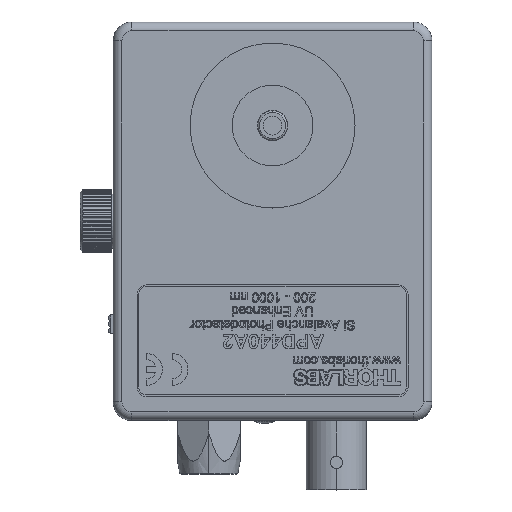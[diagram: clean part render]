
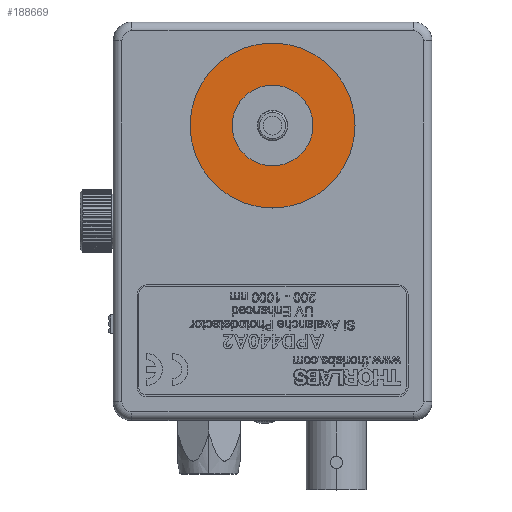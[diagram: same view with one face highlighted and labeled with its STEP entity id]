
A CAD part, top view. The second image highlights one B-rep face of the part: STEP entity #188669.
In plain terms, the highlighted planar face has unit normal (0, 0, 1).
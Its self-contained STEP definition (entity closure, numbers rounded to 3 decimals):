
#5603 = ORIENTED_EDGE ( 'NONE', *, *, #201169, .F. ) ;
#9407 = VERTEX_POINT ( 'NONE', #163748 ) ;
#10598 = VERTEX_POINT ( 'NONE', #162366 ) ;
#16305 = CARTESIAN_POINT ( 'NONE',  ( 25.4, 47., 27.4 ) ) ;
#19734 = AXIS2_PLACEMENT_3D ( 'NONE', #78357, #208093, #97013 ) ;
#20526 = EDGE_LOOP ( 'NONE', ( #134845, #5603 ) ) ;
#25189 = ORIENTED_EDGE ( 'NONE', *, *, #38940, .T. ) ;
#27594 = AXIS2_PLACEMENT_3D ( 'NONE', #207857, #96773, #226569 ) ;
#27985 = CIRCLE ( 'NONE', #226490, 6.439 ) ;
#28889 = FACE_BOUND ( 'NONE', #20526, .T. ) ;
#34923 = DIRECTION ( 'NONE',  ( 1., 0., 0. ) ) ;
#38940 = EDGE_CURVE ( 'NONE', #9407, #198252, #135695, .T. ) ;
#41664 = EDGE_LOOP ( 'NONE', ( #62034, #25189 ) ) ;
#50009 = AXIS2_PLACEMENT_3D ( 'NONE', #102311, #65760, #195555 ) ;
#61952 = CARTESIAN_POINT ( 'NONE',  ( 25.4, 47., 27.4 ) ) ;
#62034 = ORIENTED_EDGE ( 'NONE', *, *, #120175, .T. ) ;
#63929 = AXIS2_PLACEMENT_3D ( 'NONE', #16305, #146078, #34923 ) ;
#65760 = DIRECTION ( 'NONE',  ( 0., 0., 1. ) ) ;
#67677 = CIRCLE ( 'NONE', #63929, 6.439 ) ;
#78357 = CARTESIAN_POINT ( 'NONE',  ( 25.4, 47., 27.4 ) ) ;
#80629 = DIRECTION ( 'NONE',  ( 1., 0., 0. ) ) ;
#84406 = CARTESIAN_POINT ( 'NONE',  ( 12.255, 47., 27.4 ) ) ;
#86005 = EDGE_CURVE ( 'NONE', #10598, #219153, #27985, .T. ) ;
#96773 = DIRECTION ( 'NONE',  ( 0., 0., 1. ) ) ;
#97013 = DIRECTION ( 'NONE',  ( 1., 0., 0. ) ) ;
#102311 = CARTESIAN_POINT ( 'NONE',  ( 25.4, 47., 27.4 ) ) ;
#120175 = EDGE_CURVE ( 'NONE', #198252, #9407, #210333, .T. ) ;
#134845 = ORIENTED_EDGE ( 'NONE', *, *, #86005, .F. ) ;
#135695 = CIRCLE ( 'NONE', #19734, 13.144 ) ;
#146078 = DIRECTION ( 'NONE',  ( 0., 0., 1. ) ) ;
#162366 = CARTESIAN_POINT ( 'NONE',  ( 31.839, 47., 27.4 ) ) ;
#163748 = CARTESIAN_POINT ( 'NONE',  ( 38.544, 47., 27.4 ) ) ;
#171072 = FACE_OUTER_BOUND ( 'NONE', #41664, .T. ) ;
#176891 = PLANE ( 'NONE',  #50009 ) ;
#188669 = ADVANCED_FACE ( 'NONE', ( #28889, #171072 ), #176891, .T. ) ;
#191776 = DIRECTION ( 'NONE',  ( 0., 0., 1. ) ) ;
#195555 = DIRECTION ( 'NONE',  ( 1., 0., 0. ) ) ;
#198252 = VERTEX_POINT ( 'NONE', #84406 ) ;
#201169 = EDGE_CURVE ( 'NONE', #219153, #10598, #67677, .T. ) ;
#207857 = CARTESIAN_POINT ( 'NONE',  ( 25.4, 47., 27.4 ) ) ;
#208093 = DIRECTION ( 'NONE',  ( 0., 0., 1. ) ) ;
#210333 = CIRCLE ( 'NONE', #27594, 13.144 ) ;
#219153 = VERTEX_POINT ( 'NONE', #229486 ) ;
#226490 = AXIS2_PLACEMENT_3D ( 'NONE', #61952, #191776, #80629 ) ;
#226569 = DIRECTION ( 'NONE',  ( 1., 0., 0. ) ) ;
#229486 = CARTESIAN_POINT ( 'NONE',  ( 18.961, 47., 27.4 ) ) ;
